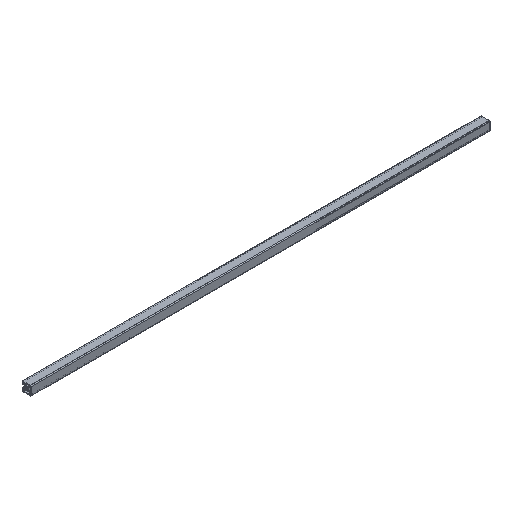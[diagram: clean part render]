
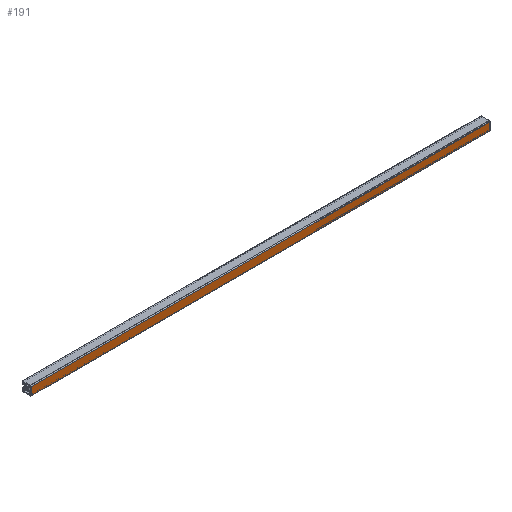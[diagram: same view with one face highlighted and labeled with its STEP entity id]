
A CAD part, isometric view. The second image highlights one B-rep face of the part: STEP entity #191.
In plain terms, the highlighted planar face has unit normal (0, -1, 0).
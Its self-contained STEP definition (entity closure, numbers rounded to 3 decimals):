
#191=ADVANCED_FACE('',(#379),#380,.T.);
#379=FACE_OUTER_BOUND('',#569,.T.);
#380=PLANE('',#570);
#569=EDGE_LOOP('',(#1023,#1024,#1025,#1026));
#570=AXIS2_PLACEMENT_3D('',#1027,#1028,#1029);
#1023=ORIENTED_EDGE('',*,*,#1377,.T.);
#1024=ORIENTED_EDGE('',*,*,#1378,.F.);
#1025=ORIENTED_EDGE('',*,*,#1379,.T.);
#1026=ORIENTED_EDGE('',*,*,#1374,.T.);
#1027=CARTESIAN_POINT('',(0.0,-10.0,0.));
#1028=DIRECTION('',(0.0,-1.0,0.0));
#1029=DIRECTION('',(0.0,0.0,-1.0));
#1374=EDGE_CURVE('',#1710,#1708,#1711,.T.);
#1377=EDGE_CURVE('',#1708,#1714,#1715,.T.);
#1378=EDGE_CURVE('',#1716,#1714,#1717,.T.);
#1379=EDGE_CURVE('',#1716,#1710,#1718,.T.);
#1708=VERTEX_POINT('',#2195);
#1710=VERTEX_POINT('',#2197);
#1711=LINE('',#2198,#2199);
#1714=VERTEX_POINT('',#2202);
#1715=LINE('',#2203,#2204);
#1716=VERTEX_POINT('',#2205);
#1717=LINE('',#2206,#2207);
#1718=LINE('',#2208,#2209);
#2195=CARTESIAN_POINT('',(1000.0,-10.0,-8.5));
#2197=CARTESIAN_POINT('',(0.0,-10.0,-8.5));
#2198=CARTESIAN_POINT('',(0.0,-10.0,-8.5));
#2199=VECTOR('',#2403,1.0);
#2202=CARTESIAN_POINT('',(1000.0,-10.0,8.5));
#2203=CARTESIAN_POINT('',(1000.0,-10.0,8.5));
#2204=VECTOR('',#2407,1.0);
#2205=CARTESIAN_POINT('',(0.0,-10.0,8.5));
#2206=CARTESIAN_POINT('',(0.0,-10.0,8.5));
#2207=VECTOR('',#2408,1.0);
#2208=CARTESIAN_POINT('',(0.0,-10.0,8.5));
#2209=VECTOR('',#2409,1.0);
#2403=DIRECTION('',(1.0,0.0,0.0));
#2407=DIRECTION('',(-0.0,0.0,1.0));
#2408=DIRECTION('',(1.0,0.0,0.0));
#2409=DIRECTION('',(0.0,0.0,-1.0));
